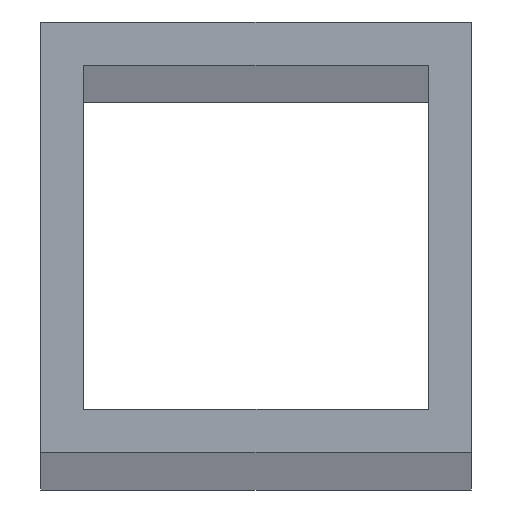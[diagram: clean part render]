
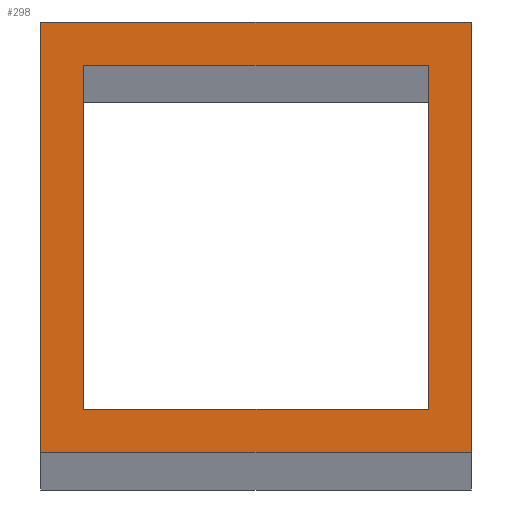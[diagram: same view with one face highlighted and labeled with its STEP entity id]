
A CAD part, top view. The second image highlights one B-rep face of the part: STEP entity #298.
In plain terms, the highlighted planar face has unit normal (0, 0, 1).
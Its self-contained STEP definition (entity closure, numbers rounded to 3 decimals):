
#20 = EDGE_CURVE ( 'NONE', #94, #341, #287, .T. ) ;
#27 = CARTESIAN_POINT ( 'NONE',  ( -10., -10., 1000. ) ) ;
#30 = CARTESIAN_POINT ( 'NONE',  ( 0., 0., 1000. ) ) ;
#39 = VERTEX_POINT ( 'NONE', #281 ) ;
#42 = CARTESIAN_POINT ( 'NONE',  ( 10., 10., 1000. ) ) ;
#44 = VECTOR ( 'NONE', #289, 1000. ) ;
#46 = VECTOR ( 'NONE', #260, 1000. ) ;
#52 = PLANE ( 'NONE',  #237 ) ;
#54 = FACE_BOUND ( 'NONE', #117, .T. ) ;
#57 = VERTEX_POINT ( 'NONE', #231 ) ;
#59 = DIRECTION ( 'NONE',  ( -1., 0., 0. ) ) ;
#63 = ORIENTED_EDGE ( 'NONE', *, *, #292, .T. ) ;
#92 = LINE ( 'NONE', #324, #210 ) ;
#94 = VERTEX_POINT ( 'NONE', #334 ) ;
#109 = LINE ( 'NONE', #144, #344 ) ;
#117 = EDGE_LOOP ( 'NONE', ( #203, #197, #163, #222 ) ) ;
#120 = VECTOR ( 'NONE', #183, 1000. ) ;
#142 = DIRECTION ( 'NONE',  ( 0., 1., 0. ) ) ;
#143 = ORIENTED_EDGE ( 'NONE', *, *, #348, .T. ) ;
#144 = CARTESIAN_POINT ( 'NONE',  ( -8., -8., 1000. ) ) ;
#154 = VERTEX_POINT ( 'NONE', #157 ) ;
#157 = CARTESIAN_POINT ( 'NONE',  ( -8., 8., 1000. ) ) ;
#163 = ORIENTED_EDGE ( 'NONE', *, *, #175, .F. ) ;
#170 = CARTESIAN_POINT ( 'NONE',  ( 10., -10., 1000. ) ) ;
#175 = EDGE_CURVE ( 'NONE', #57, #154, #265, .T. ) ;
#182 = LINE ( 'NONE', #317, #120 ) ;
#183 = DIRECTION ( 'NONE',  ( -1., 0., 0. ) ) ;
#193 = DIRECTION ( 'NONE',  ( 1., 0., 0. ) ) ;
#194 = ORIENTED_EDGE ( 'NONE', *, *, #215, .T. ) ;
#196 = VERTEX_POINT ( 'NONE', #321 ) ;
#197 = ORIENTED_EDGE ( 'NONE', *, *, #342, .F. ) ;
#201 = EDGE_CURVE ( 'NONE', #39, #57, #320, .T. ) ;
#203 = ORIENTED_EDGE ( 'NONE', *, *, #350, .F. ) ;
#204 = VECTOR ( 'NONE', #346, 1000. ) ;
#209 = CARTESIAN_POINT ( 'NONE',  ( -10., -10., 1000. ) ) ;
#210 = VECTOR ( 'NONE', #193, 1000. ) ;
#215 = EDGE_CURVE ( 'NONE', #225, #94, #182, .T. ) ;
#218 = VECTOR ( 'NONE', #329, 1000. ) ;
#222 = ORIENTED_EDGE ( 'NONE', *, *, #201, .F. ) ;
#225 = VERTEX_POINT ( 'NONE', #42 ) ;
#231 = CARTESIAN_POINT ( 'NONE',  ( 8., 8., 1000. ) ) ;
#235 = CARTESIAN_POINT ( 'NONE',  ( 8., -8., 1000. ) ) ;
#237 = AXIS2_PLACEMENT_3D ( 'NONE', #30, #274, #59 ) ;
#248 = EDGE_LOOP ( 'NONE', ( #143, #194, #305, #63 ) ) ;
#250 = DIRECTION ( 'NONE',  ( 1., 0., 0. ) ) ;
#260 = DIRECTION ( 'NONE',  ( 0., -1., 0. ) ) ;
#261 = VERTEX_POINT ( 'NONE', #296 ) ;
#265 = LINE ( 'NONE', #315, #204 ) ;
#270 = LINE ( 'NONE', #349, #218 ) ;
#274 = DIRECTION ( 'NONE',  ( 0., 0., -1. ) ) ;
#281 = CARTESIAN_POINT ( 'NONE',  ( 8., -8., 1000. ) ) ;
#287 = LINE ( 'NONE', #209, #46 ) ;
#289 = DIRECTION ( 'NONE',  ( 0., 1., 0. ) ) ;
#292 = EDGE_CURVE ( 'NONE', #341, #196, #92, .T. ) ;
#296 = CARTESIAN_POINT ( 'NONE',  ( -8., -8., 1000. ) ) ;
#298 = ADVANCED_FACE ( 'NONE', ( #299, #54 ), #52, .F. ) ;
#299 = FACE_OUTER_BOUND ( 'NONE', #248, .T. ) ;
#305 = ORIENTED_EDGE ( 'NONE', *, *, #20, .T. ) ;
#306 = LINE ( 'NONE', #170, #326 ) ;
#315 = CARTESIAN_POINT ( 'NONE',  ( -8., 8., 1000. ) ) ;
#317 = CARTESIAN_POINT ( 'NONE',  ( -10., 10., 1000. ) ) ;
#320 = LINE ( 'NONE', #235, #44 ) ;
#321 = CARTESIAN_POINT ( 'NONE',  ( 10., -10., 1000. ) ) ;
#324 = CARTESIAN_POINT ( 'NONE',  ( -10., -10., 1000. ) ) ;
#326 = VECTOR ( 'NONE', #142, 1000. ) ;
#329 = DIRECTION ( 'NONE',  ( 0., -1., 0. ) ) ;
#334 = CARTESIAN_POINT ( 'NONE',  ( -10., 10., 1000. ) ) ;
#341 = VERTEX_POINT ( 'NONE', #27 ) ;
#342 = EDGE_CURVE ( 'NONE', #154, #261, #270, .T. ) ;
#344 = VECTOR ( 'NONE', #250, 1000. ) ;
#346 = DIRECTION ( 'NONE',  ( -1., 0., 0. ) ) ;
#348 = EDGE_CURVE ( 'NONE', #196, #225, #306, .T. ) ;
#349 = CARTESIAN_POINT ( 'NONE',  ( -8., -8., 1000. ) ) ;
#350 = EDGE_CURVE ( 'NONE', #261, #39, #109, .T. ) ;
